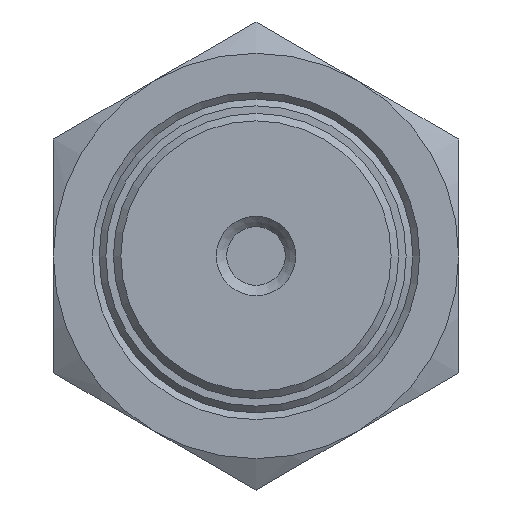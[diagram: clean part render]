
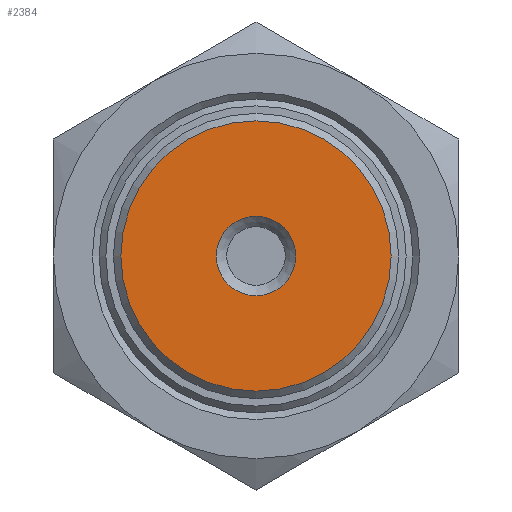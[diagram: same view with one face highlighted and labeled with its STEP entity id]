
A CAD part, left-side view. The second image highlights one B-rep face of the part: STEP entity #2384.
In plain terms, the highlighted planar face has unit normal (-1, 0, 0).
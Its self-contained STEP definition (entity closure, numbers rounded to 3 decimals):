
#729=CARTESIAN_POINT('',(0.0,0.0,-9.));
#730=VERTEX_POINT('',#729);
#731=CARTESIAN_POINT('',(0.0,0.0,0.0));
#732=DIRECTION('',(-1.0,0.0,0.0));
#733=DIRECTION('',(0.0,0.0,-1.0));
#734=AXIS2_PLACEMENT_3D('',#731,#732,#733);
#735=CIRCLE('',#734,9.);
#736=EDGE_CURVE('',#730,#730,#735,.T.);
#760=CARTESIAN_POINT('',(0.0,0.0,2.65));
#761=VERTEX_POINT('',#760);
#762=CARTESIAN_POINT('',(0.0,0.0,0.0));
#763=DIRECTION('',(1.0,0.0,0.0));
#764=DIRECTION('',(0.0,0.0,1.0));
#765=AXIS2_PLACEMENT_3D('',#762,#763,#764);
#766=CIRCLE('',#765,2.65);
#767=EDGE_CURVE('',#761,#761,#766,.T.);
#2373=CARTESIAN_POINT('',(0.0,-9.108,-9.108));
#2374=DIRECTION('',(-1.0,0.0,0.0));
#2375=DIRECTION('',(0.0,0.0,1.0));
#2376=AXIS2_PLACEMENT_3D('',#2373,#2374,#2375);
#2377=PLANE('',#2376);
#2378=ORIENTED_EDGE('',*,*,#736,.T.);
#2379=EDGE_LOOP('',(#2378));
#2380=FACE_OUTER_BOUND('',#2379,.T.);
#2381=ORIENTED_EDGE('',*,*,#767,.T.);
#2382=EDGE_LOOP('',(#2381));
#2383=FACE_BOUND('',#2382,.T.);
#2384=ADVANCED_FACE('',(#2380,#2383),#2377,.T.);
